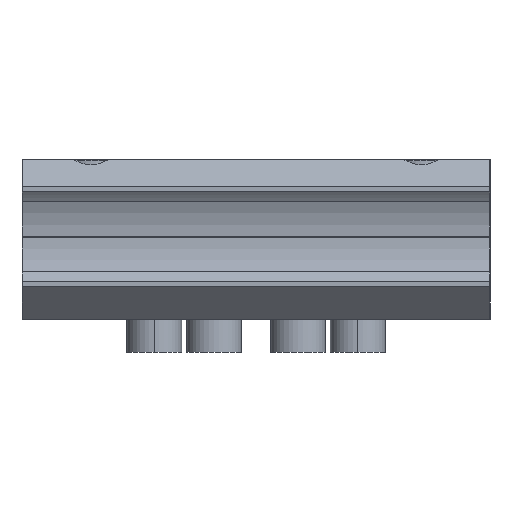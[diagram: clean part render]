
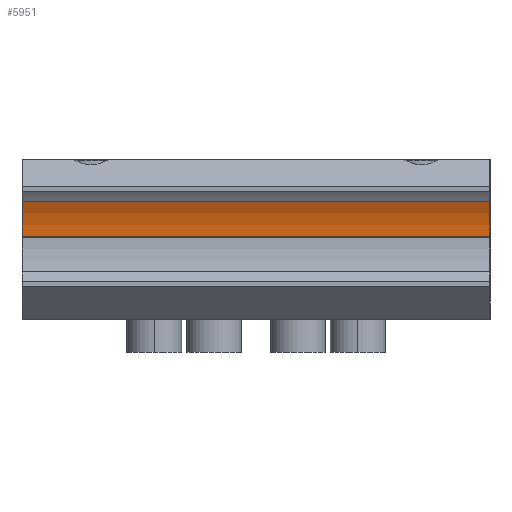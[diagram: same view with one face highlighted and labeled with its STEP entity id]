
A CAD part, left-side view. The second image highlights one B-rep face of the part: STEP entity #5951.
In plain terms, the highlighted cylindrical face has radius 15 mm (diameter 30 mm), a partial arc.
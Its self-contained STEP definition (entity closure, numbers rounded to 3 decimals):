
#472 = EDGE_CURVE ( 'NONE', #4265, #6903, #2526, .T. ) ;
#538 = VECTOR ( 'NONE', #6719, 1000. ) ;
#828 = CIRCLE ( 'NONE', #936, 15. ) ;
#900 = FACE_OUTER_BOUND ( 'NONE', #1380, .T. ) ;
#936 = AXIS2_PLACEMENT_3D ( 'NONE', #4052, #4021, #6190 ) ;
#1005 = ORIENTED_EDGE ( 'NONE', *, *, #472, .T. ) ;
#1045 = DIRECTION ( 'NONE',  ( -1., 0., 0. ) ) ;
#1380 = EDGE_LOOP ( 'NONE', ( #6810, #4929, #2887, #1005 ) ) ;
#1678 = DIRECTION ( 'NONE',  ( 0., 1., 0. ) ) ;
#1795 = CARTESIAN_POINT ( 'NONE',  ( -62.43, -42.5, 8.186 ) ) ;
#1945 = VERTEX_POINT ( 'NONE', #4275 ) ;
#2525 = DIRECTION ( 'NONE',  ( 0., 1., 0. ) ) ;
#2526 = LINE ( 'NONE', #2558, #4511 ) ;
#2558 = CARTESIAN_POINT ( 'NONE',  ( -62.43, -42.5, 8.186 ) ) ;
#2887 = ORIENTED_EDGE ( 'NONE', *, *, #4395, .F. ) ;
#2961 = CIRCLE ( 'NONE', #6936, 15. ) ;
#3011 = CARTESIAN_POINT ( 'NONE',  ( -60., -42.5, 0. ) ) ;
#3040 = CARTESIAN_POINT ( 'NONE',  ( -75., -42.5, 0. ) ) ;
#3089 = AXIS2_PLACEMENT_3D ( 'NONE', #3040, #2525, #1045 ) ;
#3228 = CARTESIAN_POINT ( 'NONE',  ( -60., -42.5, 0. ) ) ;
#3302 = DIRECTION ( 'NONE',  ( -1., 0., 0. ) ) ;
#4021 = DIRECTION ( 'NONE',  ( 0., 1., 0. ) ) ;
#4052 = CARTESIAN_POINT ( 'NONE',  ( -75., -42.5, 0. ) ) ;
#4265 = VERTEX_POINT ( 'NONE', #1795 ) ;
#4275 = CARTESIAN_POINT ( 'NONE',  ( -60., 42.5, 0. ) ) ;
#4395 = EDGE_CURVE ( 'NONE', #4265, #6052, #828, .T. ) ;
#4511 = VECTOR ( 'NONE', #5718, 1000. ) ;
#4659 = EDGE_CURVE ( 'NONE', #6903, #1945, #2961, .T. ) ;
#4929 = ORIENTED_EDGE ( 'NONE', *, *, #6508, .F. ) ;
#4942 = CARTESIAN_POINT ( 'NONE',  ( -75., 42.5, 0. ) ) ;
#5178 = CARTESIAN_POINT ( 'NONE',  ( -62.43, 42.5, 8.186 ) ) ;
#5323 = CYLINDRICAL_SURFACE ( 'NONE', #3089, 15. ) ;
#5718 = DIRECTION ( 'NONE',  ( 0., 1., 0. ) ) ;
#5719 = LINE ( 'NONE', #3011, #538 ) ;
#5951 = ADVANCED_FACE ( 'NONE', ( #900 ), #5323, .F. ) ;
#6052 = VERTEX_POINT ( 'NONE', #3228 ) ;
#6190 = DIRECTION ( 'NONE',  ( -1., 0., 0. ) ) ;
#6508 = EDGE_CURVE ( 'NONE', #6052, #1945, #5719, .T. ) ;
#6719 = DIRECTION ( 'NONE',  ( 0., 1., 0. ) ) ;
#6810 = ORIENTED_EDGE ( 'NONE', *, *, #4659, .T. ) ;
#6903 = VERTEX_POINT ( 'NONE', #5178 ) ;
#6936 = AXIS2_PLACEMENT_3D ( 'NONE', #4942, #1678, #3302 ) ;
